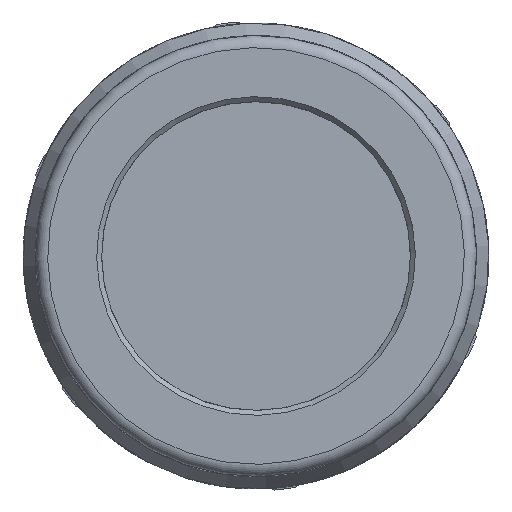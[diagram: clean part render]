
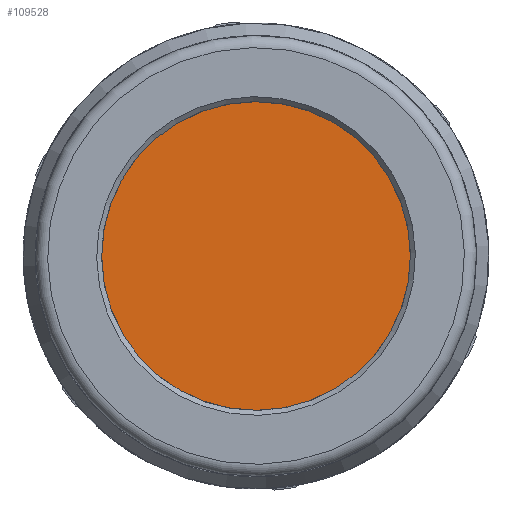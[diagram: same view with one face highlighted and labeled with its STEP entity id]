
A CAD part, left-side view. The second image highlights one B-rep face of the part: STEP entity #109528.
In plain terms, the highlighted planar face has unit normal (-1, 0, 0).
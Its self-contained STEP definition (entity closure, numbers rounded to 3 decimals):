
#109428=CARTESIAN_POINT('',(0.0,6.296,0.0));
#109429=VERTEX_POINT('',#109428);
#109430=CARTESIAN_POINT('',(0.0,0.0,0.0));
#109431=DIRECTION('',(1.0,0.0,0.0));
#109432=DIRECTION('',(0.0,1.0,0.0));
#109433=AXIS2_PLACEMENT_3D('',#109430,#109431,#109432);
#109434=CIRCLE('',#109433,6.296);
#109435=EDGE_CURVE('',#109429,#109429,#109434,.T.);
#109520=CARTESIAN_POINT('',(0.0,5.4,0.0));
#109521=DIRECTION('',(-1.0,0.0,0.0));
#109522=DIRECTION('',(0.0,0.0,1.0));
#109523=AXIS2_PLACEMENT_3D('',#109520,#109521,#109522);
#109524=PLANE('',#109523);
#109525=ORIENTED_EDGE('',*,*,#109435,.F.);
#109526=EDGE_LOOP('',(#109525));
#109527=FACE_OUTER_BOUND('',#109526,.T.);
#109528=ADVANCED_FACE('',(#109527),#109524,.T.);
